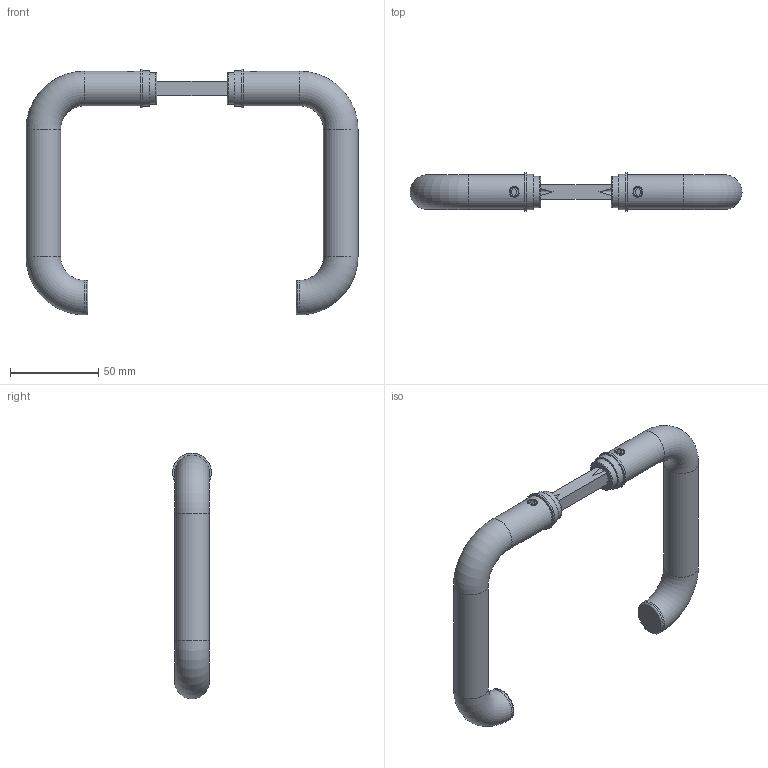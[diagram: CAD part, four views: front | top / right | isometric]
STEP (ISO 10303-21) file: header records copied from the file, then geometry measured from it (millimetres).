
FILE_DESCRIPTION (( 'STEP AP203' ), '1' );
FILE_NAME ('56630-240.step', '2023-11-10T07:45:20', ( '' ), ( '' ), 'SwSTEP 2.0', 'SolidWorks 2018', '' );
FILE_SCHEMA (( 'CONFIG_CONTROL_DESIGN' ));
Length unit declared in the file: millimetre
Products named in the file (5): 56630-240; 56630-240 Teil3_56630-240 Teil3; 56630-240 Teil2_56630-240 Teil2; DIN914_DIN 914 M6x6; 56630-240 Teil1_56630-240
Assembly tree (7 placements, depth 2):
  56630-240
    56630-240 Teil3_56630-240 Teil3
    56630-240 Teil2_56630-240 Teil2  x2
    56630-240 Teil1_56630-240  x2
    DIN914_DIN 914 M6x6  x2
Bounding box: 188 x 22 x 139.2 mm (x, y, z)
Volume: 36692.1 mm3; surface area: 54872.2 mm2
Topology: 9 solids, 9 shells, 596 faces, 1548 edges, 1024 vertices
Faces by surface type: plane 250, bspline 224, cylinder 88, cone 20, torus 14
Full cylindrical faces by diameter (mm): 5 x4, 6 x2, 17.7 x6, 17.8 x4, 18 x2, 19.6 x6, 20 x2, 22 x2
Entity records: 14855 total; most frequent: CARTESIAN_POINT 7543, ORIENTED_EDGE 1558, DIRECTION 1040, EDGE_CURVE 779, VERTEX_POINT 529, EDGE_LOOP 368, VECTOR 352, LINE 352
